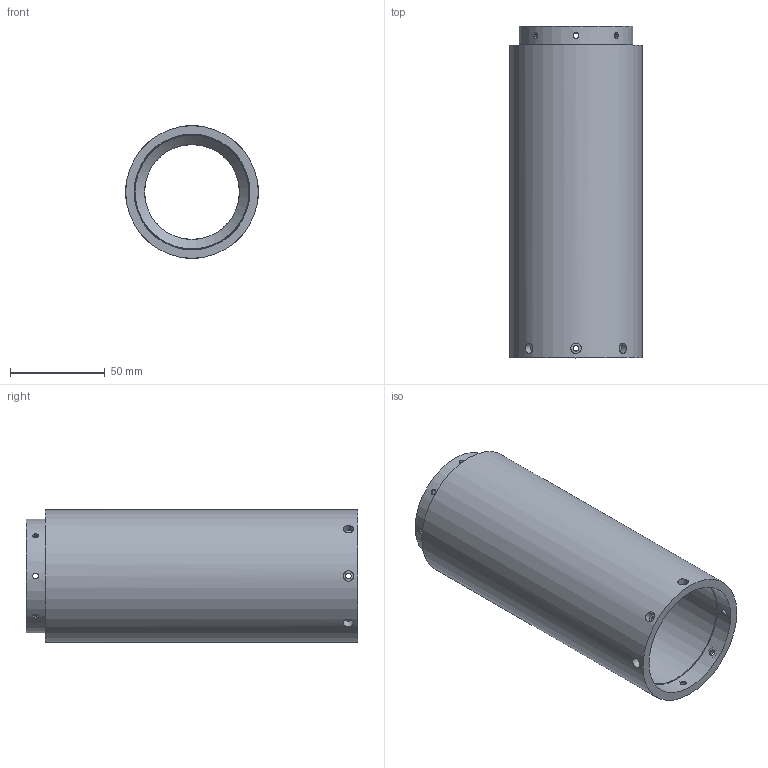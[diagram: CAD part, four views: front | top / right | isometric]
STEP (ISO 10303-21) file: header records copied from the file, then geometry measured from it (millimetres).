
FILE_DESCRIPTION(/* description */ (''),/* implementation_level */ '2;1');
FILE_NAME(/* name */ 'section_fuselage_basique v7.step',/* time_stamp */ '2025-06-21T17:36:37+02:00',/* author */ (''),/* organization */ (''),/* preprocessor_version */ 'ST-DEVELOPER v20.1',/* originating_system */ 'Autodesk Translation Framework v14.10.0.0',/* authorisation */ '');
FILE_SCHEMA (('AUTOMOTIVE_DESIGN { 1 0 10303 214 3 1 1 }'));
Length unit declared in the file: millimetre
Products named in the file (3): section_fuselage_basique; couplage_standard_femelle v8; couplage_standard_male v8
Assembly tree (2 placements, depth 2):
  section_fuselage_basique
    couplage_standard_femelle v8
    couplage_standard_male v8
Bounding box: 70 x 175 x 70 mm (x, y, z)
Volume: 176417.6 mm3; surface area: 75645.6 mm2
Topology: 1 solids, 1 shells, 90 faces, 248 edges, 174 vertices
Faces by surface type: plane 52, cylinder 37, cone 1
Full cylindrical faces by diameter (mm): 3 x24, 5.5 x8, 50 x1, 60 x2, 61 x1, 70 x1
Entity records: 4039 total; most frequent: CARTESIAN_POINT 1616, ORIENTED_EDGE 496, DIRECTION 414, EDGE_CURVE 248, VERTEX_POINT 174, EDGE_LOOP 154, LINE 138, VECTOR 138
